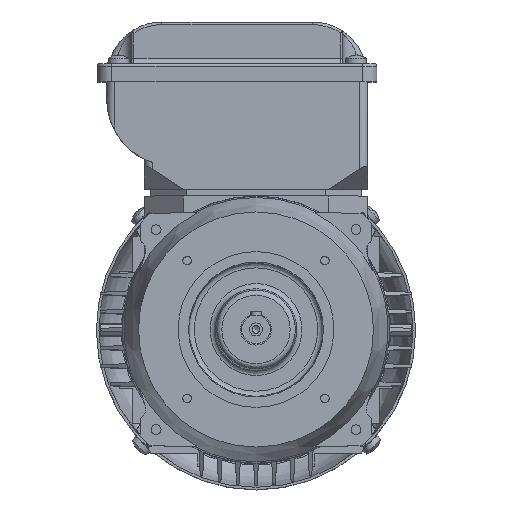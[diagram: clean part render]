
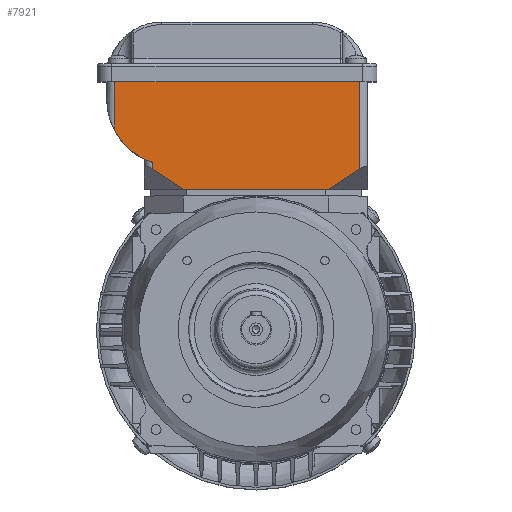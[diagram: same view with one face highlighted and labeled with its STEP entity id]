
A CAD part, top view. The second image highlights one B-rep face of the part: STEP entity #7921.
In plain terms, the highlighted planar face has unit normal (0, 0, 1).
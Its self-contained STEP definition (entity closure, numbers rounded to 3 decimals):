
#5103=CIRCLE('',#41797,26.);
#7921=ADVANCED_FACE('',(#10773),#9018,.T.);
#9018=PLANE('',#41798);
#10773=FACE_OUTER_BOUND('',#13202,.T.);
#13202=EDGE_LOOP('',(#23603,#23604,#23605,#23606,#23607,#23608,#23609,#23610));
#23603=ORIENTED_EDGE('',*,*,#32693,.T.);
#23604=ORIENTED_EDGE('',*,*,#32694,.T.);
#23605=ORIENTED_EDGE('',*,*,#32695,.T.);
#23606=ORIENTED_EDGE('',*,*,#32691,.T.);
#23607=ORIENTED_EDGE('',*,*,#32690,.T.);
#23608=ORIENTED_EDGE('',*,*,#32696,.F.);
#23609=ORIENTED_EDGE('',*,*,#32675,.T.);
#23610=ORIENTED_EDGE('',*,*,#32697,.T.);
#27402=VERTEX_POINT('',#71016);
#27403=VERTEX_POINT('',#71018);
#27413=VERTEX_POINT('',#71065);
#27414=VERTEX_POINT('',#71067);
#27415=VERTEX_POINT('',#71071);
#27416=VERTEX_POINT('',#71075);
#27417=VERTEX_POINT('',#71076);
#27418=VERTEX_POINT('',#71078);
#32675=EDGE_CURVE('',#27403,#27402,#35518,.T.);
#32690=EDGE_CURVE('',#27413,#27414,#35528,.T.);
#32691=EDGE_CURVE('',#27415,#27413,#35529,.T.);
#32693=EDGE_CURVE('',#27416,#27417,#35531,.T.);
#32694=EDGE_CURVE('',#27417,#27418,#35532,.T.);
#32695=EDGE_CURVE('',#27418,#27415,#35533,.T.);
#32696=EDGE_CURVE('',#27403,#27414,#35534,.T.);
#32697=EDGE_CURVE('',#27402,#27416,#5103,.T.);
#35518=LINE('',#71017,#38326);
#35528=LINE('',#71068,#38336);
#35529=LINE('',#71070,#38337);
#35531=LINE('',#71074,#38339);
#35532=LINE('',#71077,#38340);
#35533=LINE('',#71079,#38341);
#35534=LINE('',#71080,#38342);
#38326=VECTOR('',#51394,1.);
#38336=VECTOR('',#51418,1.);
#38337=VECTOR('',#51421,1.);
#38339=VECTOR('',#51425,1.);
#38340=VECTOR('',#51426,1.);
#38341=VECTOR('',#51427,1.);
#38342=VECTOR('',#51428,1.);
#41797=AXIS2_PLACEMENT_3D('',#71081,#51429,#51430);
#41798=AXIS2_PLACEMENT_3D('',#71082,#51431,#51432);
#51394=DIRECTION('',(0.,-1.,0.));
#51418=DIRECTION('',(0.,1.,0.));
#51421=DIRECTION('',(0.832,0.555,0.));
#51425=DIRECTION('',(0.,-1.,0.));
#51426=DIRECTION('',(0.832,-0.555,0.));
#51427=DIRECTION('',(1.,0.,0.));
#51428=DIRECTION('',(1.,0.,0.));
#51429=DIRECTION('',(0.,0.,1.));
#51430=DIRECTION('',(-0.885,-0.466,0.));
#51431=DIRECTION('',(0.,0.,1.));
#51432=DIRECTION('',(-1.,0.,0.));
#71016=CARTESIAN_POINT('',(-64.933,-7.25,52.319));
#71017=CARTESIAN_POINT('',(-64.933,11.875,52.319));
#71018=CARTESIAN_POINT('',(-64.933,11.875,52.319));
#71065=CARTESIAN_POINT('',(29.567,-22.125,52.319));
#71067=CARTESIAN_POINT('',(29.567,11.875,52.319));
#71068=CARTESIAN_POINT('',(29.567,-22.125,52.319));
#71070=CARTESIAN_POINT('',(17.567,-30.125,52.319));
#71071=CARTESIAN_POINT('',(17.567,-30.125,52.319));
#71074=CARTESIAN_POINT('',(-50.433,-19.697,52.319));
#71075=CARTESIAN_POINT('',(-50.433,-19.697,52.319));
#71076=CARTESIAN_POINT('',(-50.433,-22.125,52.319));
#71077=CARTESIAN_POINT('',(-50.433,-22.125,52.319));
#71078=CARTESIAN_POINT('',(-38.433,-30.125,52.319));
#71079=CARTESIAN_POINT('',(-38.433,-30.125,52.319));
#71080=CARTESIAN_POINT('',(-64.933,11.875,52.319));
#71081=CARTESIAN_POINT('',(-41.933,4.875,52.319));
#71082=CARTESIAN_POINT('',(44.167,11.975,52.319));
